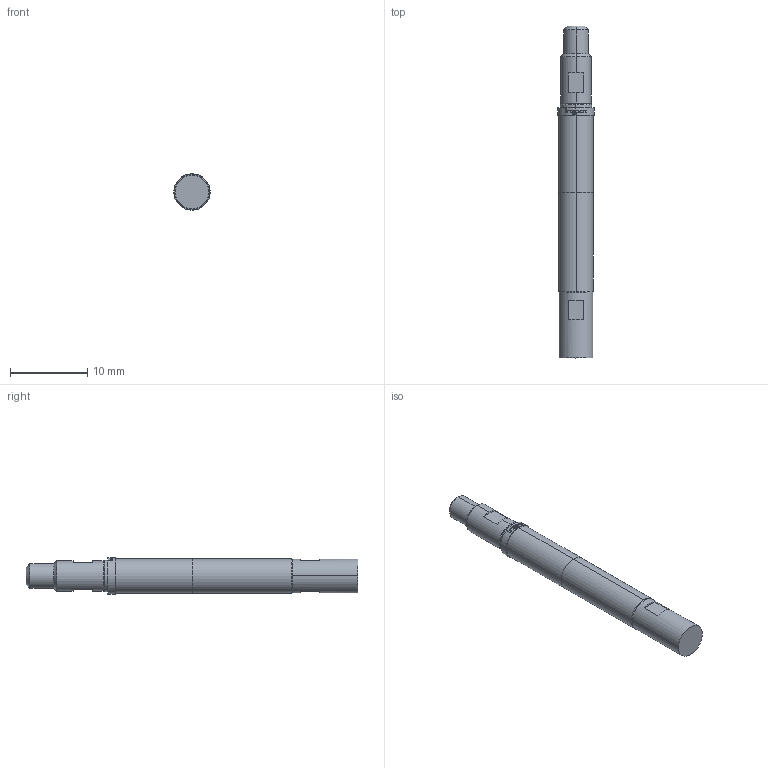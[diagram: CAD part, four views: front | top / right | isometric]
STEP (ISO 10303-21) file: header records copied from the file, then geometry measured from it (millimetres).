
FILE_DESCRIPTION (( 'STEP AP203' ), '1' );
FILE_NAME ('INGUN_HFS-8x0_308_080_A_xx42_X4.STEP', '2022-03-15T11:08:15', ( 'ochi' ), ( '' ), 'SwSTEP 2.0', 'SolidWorks 2018', '' );
FILE_SCHEMA (( 'CONFIG_CONTROL_DESIGN' ));
Length unit declared in the file: millimetre
Products named in the file (1): INGUN_HFS-8x0_308_080_A_xx42_X4
Bounding box: 4.7 x 43.1 x 4.7 mm (x, y, z)
Volume: 602.2 mm3; surface area: 659.2 mm2
Topology: 1 solids, 1 shells, 130 faces, 320 edges, 205 vertices
Faces by surface type: plane 62, cylinder 32, bspline 22, cone 14
Entity records: 4185 total; most frequent: CARTESIAN_POINT 1193, ORIENTED_EDGE 636, DIRECTION 550, EDGE_CURVE 318, AXIS2_PLACEMENT_3D 216, VERTEX_POINT 205, EDGE_LOOP 145, FACE_OUTER_BOUND 130
